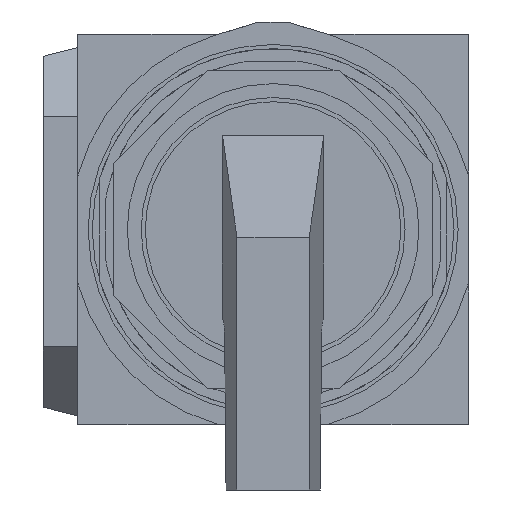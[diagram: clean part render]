
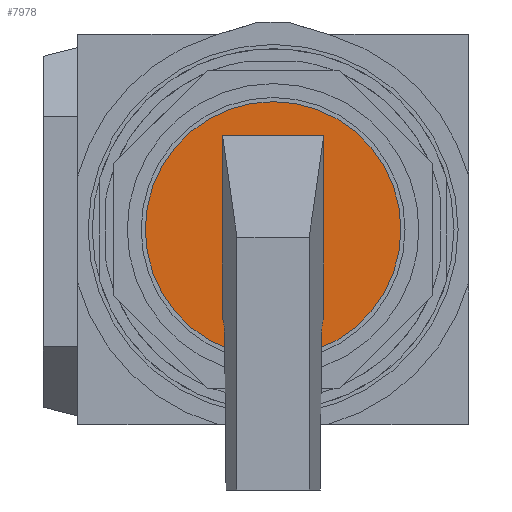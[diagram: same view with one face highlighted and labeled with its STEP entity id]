
A CAD part, front view. The second image highlights one B-rep face of the part: STEP entity #7978.
In plain terms, the highlighted planar face has unit normal (0, -1, 0).
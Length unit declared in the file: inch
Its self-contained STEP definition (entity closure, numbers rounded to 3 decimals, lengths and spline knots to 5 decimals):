
#7710=CARTESIAN_POINT('',(0.99164,-0.02518,-0.896));
#7711=DIRECTION('',(0.,1.,0.));
#7712=DIRECTION('',(1.,0.,0.));
#7713=AXIS2_PLACEMENT_3D('',#7710,#7711,#7712);
#7715=CARTESIAN_POINT('',(0.99164,-0.02518,-0.896));
#7716=DIRECTION('',(0.,1.,0.));
#7717=DIRECTION('',(-1.,0.,0.));
#7718=AXIS2_PLACEMENT_3D('',#7715,#7716,#7717);
#7720=DIRECTION('',(0.,0.,-1.));
#7721=VECTOR('',#7720,0.79212);
#7722=CARTESIAN_POINT('',(0.77289,-0.02518,
-0.491));
#7723=LINE('',#7722,#7721);
#7724=DIRECTION('',(-1.,0.,0.));
#7725=VECTOR('',#7724,0.4375);
#7726=CARTESIAN_POINT('',(1.21039,-0.02518,
-0.491));
#7727=LINE('',#7726,#7725);
#7776=DIRECTION('',(0.,0.,-1.));
#7777=VECTOR('',#7776,0.79212);
#7778=CARTESIAN_POINT('',(1.21039,-0.02518,
-0.491));
#7779=LINE('',#7778,#7777);
#7824=DIRECTION('',(-1.,0.,0.));
#7825=VECTOR('',#7824,0.4375);
#7826=CARTESIAN_POINT('',(1.21039,-0.02518,
-1.28313));
#7827=LINE('',#7826,#7825);
#7844=CARTESIAN_POINT('',(1.54364,-0.02518,-0.896));
#7845=VERTEX_POINT('',#7844);
#7846=CARTESIAN_POINT('',(0.43964,-0.02518,-0.896));
#7847=VERTEX_POINT('',#7846);
#7848=CARTESIAN_POINT('',(0.77289,-0.02518,
-0.491));
#7849=CARTESIAN_POINT('',(0.77289,-0.02518,
-1.28313));
#7850=VERTEX_POINT('',#7848);
#7851=VERTEX_POINT('',#7849);
#7852=CARTESIAN_POINT('',(1.21039,-0.02518,
-1.28313));
#7853=VERTEX_POINT('',#7852);
#7854=CARTESIAN_POINT('',(1.21039,-0.02518,
-0.491));
#7855=VERTEX_POINT('',#7854);
#7959=CARTESIAN_POINT('',(0.,-0.02518,0.));
#7960=DIRECTION('',(0.,-1.,0.));
#7961=DIRECTION('',(1.,0.,0.));
#7962=AXIS2_PLACEMENT_3D('',#7959,#7960,#7961);
#7963=PLANE('',#7962);
#7964=ORIENTED_EDGE('',*,*,#7951,.T.);
#7965=ORIENTED_EDGE('',*,*,#7939,.T.);
#7966=EDGE_LOOP('',(#7964,#7965));
#7967=FACE_OUTER_BOUND('',#7966,.F.);
#7969=ORIENTED_EDGE('',*,*,#7968,.T.);
#7971=ORIENTED_EDGE('',*,*,#7970,.F.);
#7973=ORIENTED_EDGE('',*,*,#7972,.F.);
#7975=ORIENTED_EDGE('',*,*,#7974,.T.);
#7976=EDGE_LOOP('',(#7969,#7971,#7973,#7975));
#7977=FACE_BOUND('',#7976,.F.);
#7978=ADVANCED_FACE('',(#7967,#7977),#7963,.T.);
#7714=CIRCLE('',#7713,0.552);
#7719=CIRCLE('',#7718,0.552);
#7939=EDGE_CURVE('',#7847,#7845,#7719,.T.);
#7951=EDGE_CURVE('',#7845,#7847,#7714,.T.);
#7968=EDGE_CURVE('',#7850,#7851,#7723,.T.);
#7970=EDGE_CURVE('',#7853,#7851,#7827,.T.);
#7972=EDGE_CURVE('',#7855,#7853,#7779,.T.);
#7974=EDGE_CURVE('',#7855,#7850,#7727,.T.);
